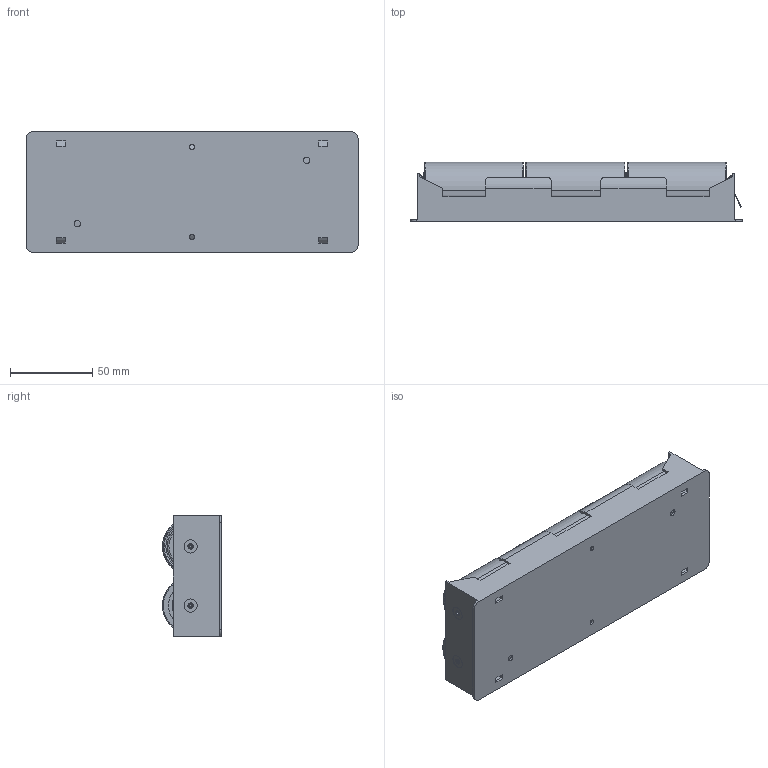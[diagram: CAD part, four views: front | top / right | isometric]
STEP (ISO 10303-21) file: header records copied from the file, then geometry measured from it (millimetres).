
FILE_DESCRIPTION (( 'STEP AP214' ), '1' );
FILE_NAME ('BH26DL_with batteries.STEP', '2025-02-20T17:39:29', ( '' ), ( '' ), 'SwSTEP 2.0', 'SolidWorks 2021', '' );
FILE_SCHEMA (( 'AUTOMOTIVE_DESIGN' ));
Length unit declared in the file: millimetre
Products named in the file (3): BH26DL; D_Cell 1,5v; BH26DL_with batteries
Assembly tree (3 placements, depth 2):
  BH26DL_with batteries
    BH26DL
    D_Cell 1,5v  x2
Bounding box: 201.29 x 35.9 x 73 mm (x, y, z)
Volume: 375315.8 mm3; surface area: 110521.9 mm2
Topology: 11 solids, 11 shells, 761 faces, 1816 edges, 1180 vertices
Faces by surface type: plane 409, cylinder 182, bspline 124, torus 46
Entity records: 27334 total; most frequent: CARTESIAN_POINT 11251, ORIENTED_EDGE 3212, DIRECTION 3170, EDGE_CURVE 1606, AXIS2_PLACEMENT_3D 1099, VERTEX_POINT 1048, LINE 972, VECTOR 972
